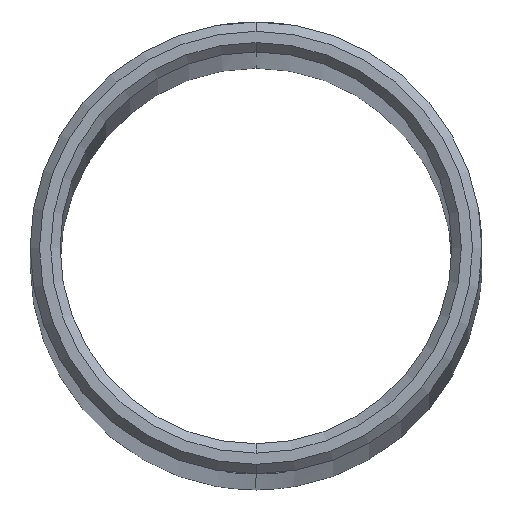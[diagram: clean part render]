
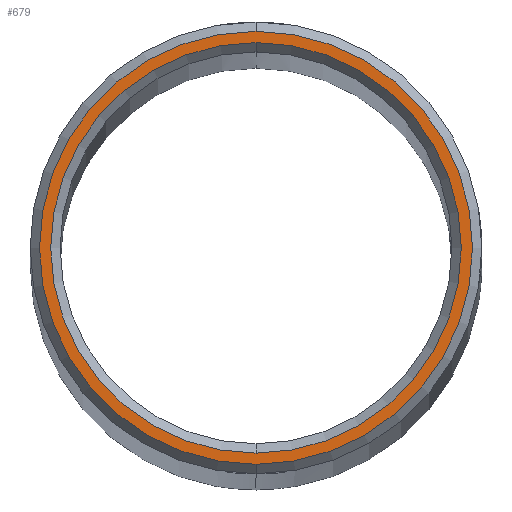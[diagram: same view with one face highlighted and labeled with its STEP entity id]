
A CAD part, top view. The second image highlights one B-rep face of the part: STEP entity #679.
In plain terms, the highlighted planar face has unit normal (0, 0, 1).
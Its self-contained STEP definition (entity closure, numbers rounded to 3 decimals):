
#8 = CARTESIAN_POINT ( 'NONE',  ( 0., -23.15, 0. ) ) ;
#15 = AXIS2_PLACEMENT_3D ( 'NONE', #1113, #1116, #1120 ) ;
#22 = DIRECTION ( 'NONE',  ( 0., 0., -1. ) ) ;
#35 = DIRECTION ( 'NONE',  ( 1., 0., 0. ) ) ;
#45 = CARTESIAN_POINT ( 'NONE',  ( 0., -21.95, 0. ) ) ;
#76 = ORIENTED_EDGE ( 'NONE', *, *, #1340, .T. ) ;
#102 = CARTESIAN_POINT ( 'NONE',  ( 0., 0., 0. ) ) ;
#124 = DIRECTION ( 'NONE',  ( 0., 0., 1. ) ) ;
#140 = CARTESIAN_POINT ( 'NONE',  ( 0., 0., 0. ) ) ;
#153 = PLANE ( 'NONE',  #1143 ) ;
#174 = VERTEX_POINT ( 'NONE', #8 ) ;
#191 = FACE_BOUND ( 'NONE', #194, .T. ) ;
#194 = EDGE_LOOP ( 'NONE', ( #76, #524 ) ) ;
#198 = DIRECTION ( 'NONE',  ( 1., 0., 0. ) ) ;
#201 = FACE_OUTER_BOUND ( 'NONE', #934, .T. ) ;
#207 = ORIENTED_EDGE ( 'NONE', *, *, #570, .T. ) ;
#210 = EDGE_CURVE ( 'NONE', #642, #1121, #344, .T. ) ;
#338 = CIRCLE ( 'NONE', #15, 23.15 ) ;
#344 = CIRCLE ( 'NONE', #652, 21.95 ) ;
#386 = CARTESIAN_POINT ( 'NONE',  ( 0., 23.15, 0. ) ) ;
#462 = AXIS2_PLACEMENT_3D ( 'NONE', #1367, #1376, #35 ) ;
#463 = CIRCLE ( 'NONE', #1258, 21.95 ) ;
#524 = ORIENTED_EDGE ( 'NONE', *, *, #210, .T. ) ;
#570 = EDGE_CURVE ( 'NONE', #174, #1248, #338, .T. ) ;
#642 = VERTEX_POINT ( 'NONE', #1166 ) ;
#652 = AXIS2_PLACEMENT_3D ( 'NONE', #102, #853, #198 ) ;
#679 = ADVANCED_FACE ( 'NONE', ( #201, #191 ), #153, .T. ) ;
#750 = DIRECTION ( 'NONE',  ( 1., 0., 0. ) ) ;
#755 = ORIENTED_EDGE ( 'NONE', *, *, #1004, .T. ) ;
#853 = DIRECTION ( 'NONE',  ( 0., 0., -1. ) ) ;
#884 = DIRECTION ( 'NONE',  ( 1., 0., 0. ) ) ;
#934 = EDGE_LOOP ( 'NONE', ( #755, #207 ) ) ;
#1004 = EDGE_CURVE ( 'NONE', #1248, #174, #1183, .T. ) ;
#1094 = CARTESIAN_POINT ( 'NONE',  ( 0., 0., 0. ) ) ;
#1113 = CARTESIAN_POINT ( 'NONE',  ( 0., 0., 0. ) ) ;
#1116 = DIRECTION ( 'NONE',  ( 0., 0., 1. ) ) ;
#1120 = DIRECTION ( 'NONE',  ( 1., 0., 0. ) ) ;
#1121 = VERTEX_POINT ( 'NONE', #45 ) ;
#1143 = AXIS2_PLACEMENT_3D ( 'NONE', #140, #124, #884 ) ;
#1166 = CARTESIAN_POINT ( 'NONE',  ( 0., 21.95, 0. ) ) ;
#1183 = CIRCLE ( 'NONE', #462, 23.15 ) ;
#1248 = VERTEX_POINT ( 'NONE', #386 ) ;
#1258 = AXIS2_PLACEMENT_3D ( 'NONE', #1094, #22, #750 ) ;
#1340 = EDGE_CURVE ( 'NONE', #1121, #642, #463, .T. ) ;
#1367 = CARTESIAN_POINT ( 'NONE',  ( 0., 0., 0. ) ) ;
#1376 = DIRECTION ( 'NONE',  ( 0., 0., 1. ) ) ;
